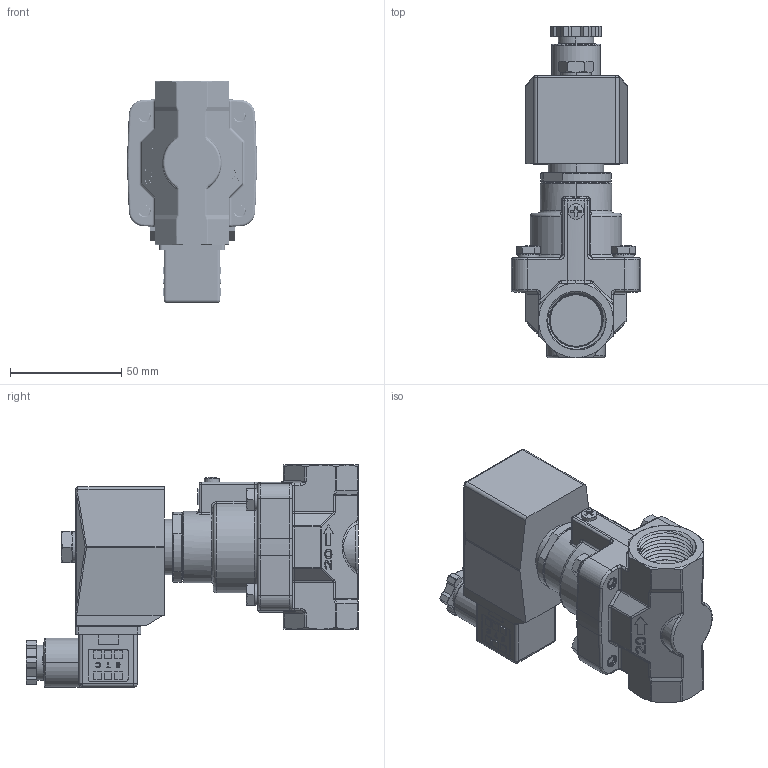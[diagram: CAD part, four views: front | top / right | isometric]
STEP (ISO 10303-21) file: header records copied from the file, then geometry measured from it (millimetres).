
FILE_DESCRIPTION (( 'STEP AP214' ), '1' );
FILE_NAME ('2MS200-3-4.STEP', '2018-09-01T00:01:43', ( '' ), ( '' ), 'SwSTEP 2.0', 'SolidWorks 2016', '' );
FILE_SCHEMA (( 'AUTOMOTIVE_DESIGN' ));
Length unit declared in the file: millimetre
Products named in the file (1): 2MS200-3-4
Bounding box: 58.38 x 149.11 x 99.8 mm (x, y, z)
Volume: 264414.8 mm3; surface area: 70883 mm2
Topology: 23 solids, 23 shells, 2278 faces, 6437 edges, 4273 vertices
Faces by surface type: plane 1099, cylinder 737, bspline 222, cone 132, torus 49, sphere 39
Entity records: 176015 total; most frequent: CARTESIAN_POINT 95967, ORIENTED_EDGE 12832, DIRECTION 9189, EDGE_CURVE 6416, VERTEX_POINT 4273, VECTOR 3609, LINE 3609, AXIS2_PLACEMENT_3D 2790
